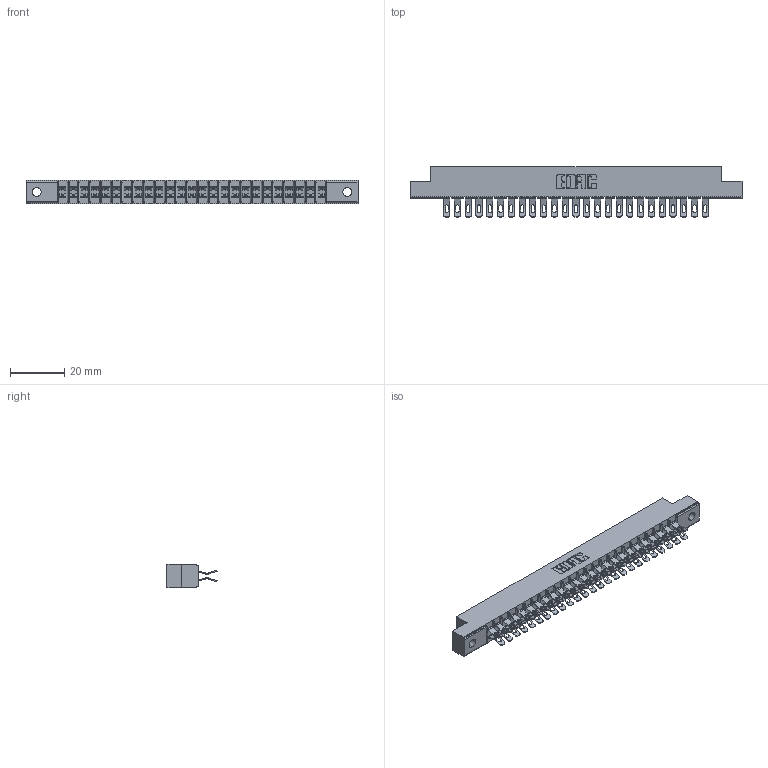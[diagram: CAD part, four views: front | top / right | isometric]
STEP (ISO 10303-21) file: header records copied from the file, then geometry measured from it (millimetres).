
FILE_DESCRIPTION (( 'STEP AP203' ), '1' );
FILE_NAME ('315-050-555-202.STEP', '2019-09-10T18:44:16', ( '' ), ( '' ), 'SwSTEP 2.0', 'SolidWorks 2016', '' );
FILE_SCHEMA (( 'CONFIG_CONTROL_DESIGN' ));
Length unit declared in the file: inch
Products named in the file (3): 305-290-001_555; 305 Part_.128 Dia; 315-050-555-202
Assembly tree (51 placements, depth 2):
  315-050-555-202
    305 Part_.128 Dia
    305-290-001_555  x50
Bounding box: 122.07 x 18.41 x 8.71 mm (x, y, z)
Volume: 7766.4 mm3; surface area: 15427.8 mm2
Topology: 51 solids, 51 shells, 3416 faces, 10191 edges, 6658 vertices
Faces by surface type: plane 1668, cylinder 1648, sphere 100
Entity records: 29764 total; most frequent: CARTESIAN_POINT 4943, ORIENTED_EDGE 4894, DIRECTION 4789, EDGE_CURVE 2447, VECTOR 1941, LINE 1941, VERTEX_POINT 1562, AXIS2_PLACEMENT_3D 1424
